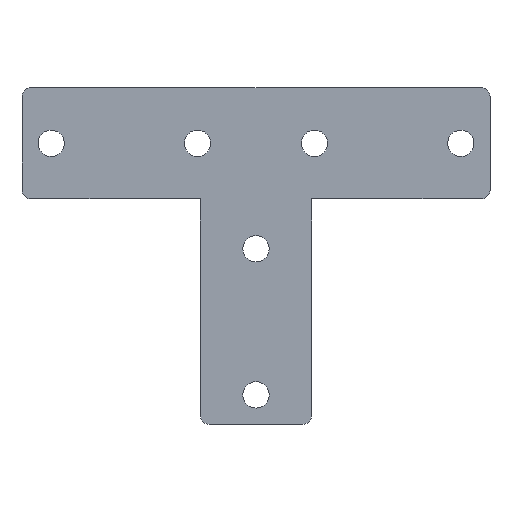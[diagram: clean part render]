
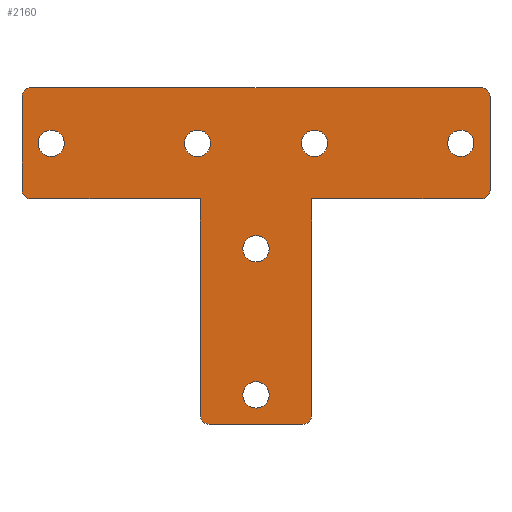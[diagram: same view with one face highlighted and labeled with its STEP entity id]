
A CAD part, top view. The second image highlights one B-rep face of the part: STEP entity #2160.
In plain terms, the highlighted planar face has unit normal (0, 0, 1).
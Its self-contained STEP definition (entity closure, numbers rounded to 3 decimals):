
#10=CARTESIAN_POINT('',(0.,0.,0.));
#20=DIRECTION('',(0.,0.,1.));
#30=DIRECTION('',(1.,0.,0.));
#40=AXIS2_PLACEMENT_3D('',#10,#20,#30);
#50=PLANE('',#40);
#60=CARTESIAN_POINT('',(157.,35.,0.));
#70=DIRECTION('',(0.,0.,-1.));
#80=DIRECTION('',(-1.,0.,0.));
#90=AXIS2_PLACEMENT_3D('',#60,#70,#80);
#100=CIRCLE('',#90,3.);
#110=CARTESIAN_POINT('',(157.,38.,0.));
#120=VERTEX_POINT('',#110);
#130=CARTESIAN_POINT('',(160.,35.,0.));
#140=VERTEX_POINT('',#130);
#150=EDGE_CURVE('',#120,#140,#100,.T.);
#160=ORIENTED_EDGE('',*,*,#150,.F.);
#170=CARTESIAN_POINT('',(160.,0.,0.));
#180=DIRECTION('',(0.,1.,0.));
#190=VECTOR('',#180,1.);
#200=LINE('',#170,#190);
#210=CARTESIAN_POINT('',(160.,3.,0.));
#220=VERTEX_POINT('',#210);
#230=EDGE_CURVE('',#220,#140,#200,.T.);
#240=ORIENTED_EDGE('',*,*,#230,.T.);
#250=CARTESIAN_POINT('',(157.,3.,0.));
#260=DIRECTION('',(0.,0.,1.));
#270=DIRECTION('',(1.,0.,0.));
#280=AXIS2_PLACEMENT_3D('',#250,#260,#270);
#290=CIRCLE('',#280,3.);
#300=CARTESIAN_POINT('',(157.,0.,0.));
#310=VERTEX_POINT('',#300);
#320=EDGE_CURVE('',#310,#220,#290,.T.);
#330=ORIENTED_EDGE('',*,*,#320,.T.);
#340=CARTESIAN_POINT('',(0.,0.,0.));
#350=DIRECTION('',(1.,0.,0.));
#360=VECTOR('',#350,1.);
#370=LINE('',#340,#360);
#380=CARTESIAN_POINT('',(3.,0.,0.));
#390=VERTEX_POINT('',#380);
#400=EDGE_CURVE('',#390,#310,#370,.T.);
#410=ORIENTED_EDGE('',*,*,#400,.T.);
#420=CARTESIAN_POINT('',(3.,3.,0.));
#430=DIRECTION('',(0.,0.,1.));
#440=DIRECTION('',(1.,0.,0.));
#450=AXIS2_PLACEMENT_3D('',#420,#430,#440);
#460=CIRCLE('',#450,3.);
#470=CARTESIAN_POINT('',(0.,3.,0.));
#480=VERTEX_POINT('',#470);
#490=EDGE_CURVE('',#480,#390,#460,.T.);
#500=ORIENTED_EDGE('',*,*,#490,.T.);
#510=CARTESIAN_POINT('',(0.,0.,0.));
#520=DIRECTION('',(0.,1.,0.));
#530=VECTOR('',#520,1.);
#540=LINE('',#510,#530);
#550=CARTESIAN_POINT('',(0.,35.,0.));
#560=VERTEX_POINT('',#550);
#570=EDGE_CURVE('',#480,#560,#540,.T.);
#580=ORIENTED_EDGE('',*,*,#570,.F.);
#590=CARTESIAN_POINT('',(3.,35.,0.));
#600=DIRECTION('',(0.,0.,1.));
#610=DIRECTION('',(1.,0.,0.));
#620=AXIS2_PLACEMENT_3D('',#590,#600,#610);
#630=CIRCLE('',#620,3.);
#640=CARTESIAN_POINT('',(3.,38.,0.));
#650=VERTEX_POINT('',#640);
#660=EDGE_CURVE('',#650,#560,#630,.T.);
#670=ORIENTED_EDGE('',*,*,#660,.T.);
#680=CARTESIAN_POINT('',(0.,38.,0.));
#690=DIRECTION('',(1.,0.,0.));
#700=VECTOR('',#690,1.);
#710=LINE('',#680,#700);
#720=CARTESIAN_POINT('',(61.,38.,0.));
#730=VERTEX_POINT('',#720);
#740=EDGE_CURVE('',#650,#730,#710,.T.);
#750=ORIENTED_EDGE('',*,*,#740,.F.);
#760=CARTESIAN_POINT('',(61.,38.,0.));
#770=DIRECTION('',(0.,1.,0.));
#780=VECTOR('',#770,1.);
#790=LINE('',#760,#780);
#800=CARTESIAN_POINT('',(61.,112.,0.));
#810=VERTEX_POINT('',#800);
#820=EDGE_CURVE('',#730,#810,#790,.T.);
#830=ORIENTED_EDGE('',*,*,#820,.F.);
#840=CARTESIAN_POINT('',(64.,112.,0.));
#850=DIRECTION('',(0.,0.,1.));
#860=DIRECTION('',(1.,0.,0.));
#870=AXIS2_PLACEMENT_3D('',#840,#850,#860);
#880=CIRCLE('',#870,3.);
#890=CARTESIAN_POINT('',(64.,115.,0.));
#900=VERTEX_POINT('',#890);
#910=EDGE_CURVE('',#900,#810,#880,.T.);
#920=ORIENTED_EDGE('',*,*,#910,.T.);
#930=CARTESIAN_POINT('',(61.,115.,0.));
#940=DIRECTION('',(1.,0.,0.));
#950=VECTOR('',#940,1.);
#960=LINE('',#930,#950);
#970=CARTESIAN_POINT('',(96.,115.,0.));
#980=VERTEX_POINT('',#970);
#990=EDGE_CURVE('',#900,#980,#960,.T.);
#1000=ORIENTED_EDGE('',*,*,#990,.F.);
#1010=CARTESIAN_POINT('',(96.,112.,0.));
#1020=DIRECTION('',(0.,0.,1.));
#1030=DIRECTION('',(1.,0.,0.));
#1040=AXIS2_PLACEMENT_3D('',#1010,#1020,#1030);
#1050=CIRCLE('',#1040,3.);
#1060=CARTESIAN_POINT('',(99.,112.,0.));
#1070=VERTEX_POINT('',#1060);
#1080=EDGE_CURVE('',#1070,#980,#1050,.T.);
#1090=ORIENTED_EDGE('',*,*,#1080,.T.);
#1100=CARTESIAN_POINT('',(99.,115.,0.));
#1110=DIRECTION('',(0.,-1.,0.));
#1120=VECTOR('',#1110,1.);
#1130=LINE('',#1100,#1120);
#1140=CARTESIAN_POINT('',(99.,38.,0.));
#1150=VERTEX_POINT('',#1140);
#1160=EDGE_CURVE('',#1070,#1150,#1130,.T.);
#1170=ORIENTED_EDGE('',*,*,#1160,.F.);
#1180=CARTESIAN_POINT('',(99.,38.,0.));
#1190=DIRECTION('',(1.,0.,0.));
#1200=VECTOR('',#1190,1.);
#1210=LINE('',#1180,#1200);
#1220=EDGE_CURVE('',#1150,#120,#1210,.T.);
#1230=ORIENTED_EDGE('',*,*,#1220,.F.);
#1240=EDGE_LOOP('',(#1230,#1170,#1090,#1000,#920,#830,#750,#670,#580,
#500,#410,#330,#240,#160));
#1250=FACE_OUTER_BOUND('',#1240,.T.);
#1260=CARTESIAN_POINT('',(10.,19.,0.));
#1270=DIRECTION('',(0.,0.,1.));
#1280=DIRECTION('',(1.,0.,0.));
#1290=AXIS2_PLACEMENT_3D('',#1260,#1270,#1280);
#1300=CIRCLE('',#1290,4.5);
#1310=CARTESIAN_POINT('',(14.5,19.,0.));
#1320=VERTEX_POINT('',#1310);
#1330=CARTESIAN_POINT('',(5.5,19.,0.));
#1340=VERTEX_POINT('',#1330);
#1350=EDGE_CURVE('',#1320,#1340,#1300,.T.);
#1360=ORIENTED_EDGE('',*,*,#1350,.F.);
#1370=EDGE_CURVE('',#1340,#1320,#1300,.T.);
#1380=ORIENTED_EDGE('',*,*,#1370,.F.);
#1390=EDGE_LOOP('',(#1380,#1360));
#1400=FACE_BOUND('',#1390,.T.);
#1410=CARTESIAN_POINT('',(60.,19.,0.));
#1420=DIRECTION('',(0.,0.,1.));
#1430=DIRECTION('',(1.,0.,0.));
#1440=AXIS2_PLACEMENT_3D('',#1410,#1420,#1430);
#1450=CIRCLE('',#1440,4.5);
#1460=CARTESIAN_POINT('',(64.5,19.,0.));
#1470=VERTEX_POINT('',#1460);
#1480=CARTESIAN_POINT('',(55.5,19.,0.));
#1490=VERTEX_POINT('',#1480);
#1500=EDGE_CURVE('',#1470,#1490,#1450,.T.);
#1510=ORIENTED_EDGE('',*,*,#1500,.F.);
#1520=EDGE_CURVE('',#1490,#1470,#1450,.T.);
#1530=ORIENTED_EDGE('',*,*,#1520,.F.);
#1540=EDGE_LOOP('',(#1530,#1510));
#1550=FACE_BOUND('',#1540,.T.);
#1560=CARTESIAN_POINT('',(100.,19.,0.));
#1570=DIRECTION('',(0.,0.,1.));
#1580=DIRECTION('',(1.,0.,0.));
#1590=AXIS2_PLACEMENT_3D('',#1560,#1570,#1580);
#1600=CIRCLE('',#1590,4.5);
#1610=CARTESIAN_POINT('',(104.5,19.,0.));
#1620=VERTEX_POINT('',#1610);
#1630=CARTESIAN_POINT('',(95.5,19.,0.));
#1640=VERTEX_POINT('',#1630);
#1650=EDGE_CURVE('',#1620,#1640,#1600,.T.);
#1660=ORIENTED_EDGE('',*,*,#1650,.F.);
#1670=EDGE_CURVE('',#1640,#1620,#1600,.T.);
#1680=ORIENTED_EDGE('',*,*,#1670,.F.);
#1690=EDGE_LOOP('',(#1680,#1660));
#1700=FACE_BOUND('',#1690,.T.);
#1710=CARTESIAN_POINT('',(150.,19.,0.));
#1720=DIRECTION('',(0.,0.,1.));
#1730=DIRECTION('',(1.,0.,0.));
#1740=AXIS2_PLACEMENT_3D('',#1710,#1720,#1730);
#1750=CIRCLE('',#1740,4.5);
#1760=CARTESIAN_POINT('',(154.5,19.,0.));
#1770=VERTEX_POINT('',#1760);
#1780=CARTESIAN_POINT('',(145.5,19.,0.));
#1790=VERTEX_POINT('',#1780);
#1800=EDGE_CURVE('',#1770,#1790,#1750,.T.);
#1810=ORIENTED_EDGE('',*,*,#1800,.F.);
#1820=EDGE_CURVE('',#1790,#1770,#1750,.T.);
#1830=ORIENTED_EDGE('',*,*,#1820,.F.);
#1840=EDGE_LOOP('',(#1830,#1810));
#1850=FACE_BOUND('',#1840,.T.);
#1860=CARTESIAN_POINT('',(80.,55.,0.));
#1870=DIRECTION('',(0.,0.,1.));
#1880=DIRECTION('',(1.,0.,0.));
#1890=AXIS2_PLACEMENT_3D('',#1860,#1870,#1880);
#1900=CIRCLE('',#1890,4.5);
#1910=CARTESIAN_POINT('',(84.5,55.,0.));
#1920=VERTEX_POINT('',#1910);
#1930=CARTESIAN_POINT('',(75.5,55.,0.));
#1940=VERTEX_POINT('',#1930);
#1950=EDGE_CURVE('',#1920,#1940,#1900,.T.);
#1960=ORIENTED_EDGE('',*,*,#1950,.F.);
#1970=EDGE_CURVE('',#1940,#1920,#1900,.T.);
#1980=ORIENTED_EDGE('',*,*,#1970,.F.);
#1990=EDGE_LOOP('',(#1980,#1960));
#2000=FACE_BOUND('',#1990,.T.);
#2010=CARTESIAN_POINT('',(80.,105.,0.));
#2020=DIRECTION('',(0.,0.,1.));
#2030=DIRECTION('',(1.,0.,0.));
#2040=AXIS2_PLACEMENT_3D('',#2010,#2020,#2030);
#2050=CIRCLE('',#2040,4.5);
#2060=CARTESIAN_POINT('',(84.5,105.,0.));
#2070=VERTEX_POINT('',#2060);
#2080=CARTESIAN_POINT('',(75.5,105.,0.));
#2090=VERTEX_POINT('',#2080);
#2100=EDGE_CURVE('',#2070,#2090,#2050,.T.);
#2110=ORIENTED_EDGE('',*,*,#2100,.F.);
#2120=EDGE_CURVE('',#2090,#2070,#2050,.T.);
#2130=ORIENTED_EDGE('',*,*,#2120,.F.);
#2140=EDGE_LOOP('',(#2130,#2110));
#2150=FACE_BOUND('',#2140,.T.);
#2160=ADVANCED_FACE('',(#1250,#1400,#1550,#1700,#1850,#2000,#2150),#50,
.T.);
